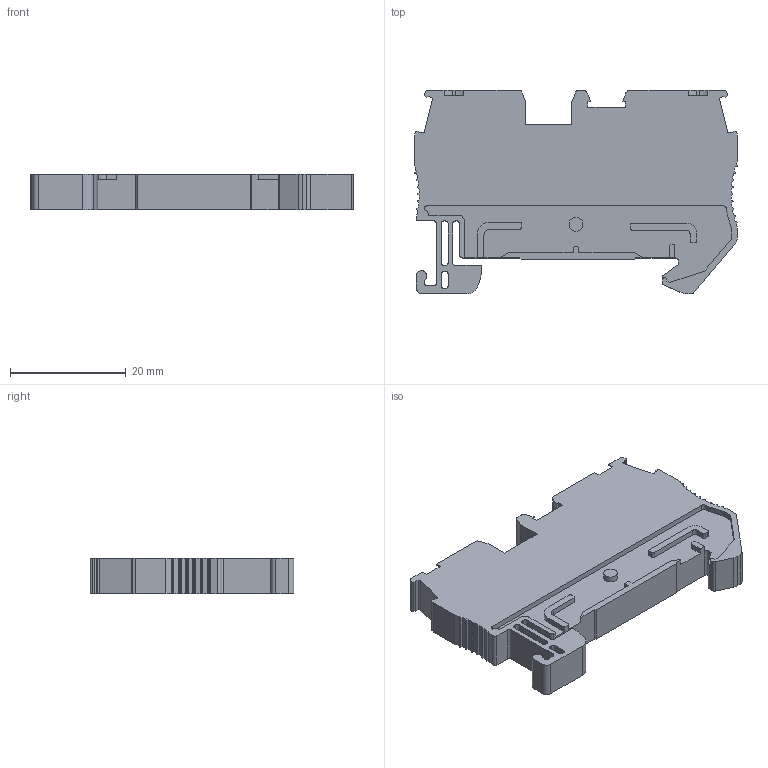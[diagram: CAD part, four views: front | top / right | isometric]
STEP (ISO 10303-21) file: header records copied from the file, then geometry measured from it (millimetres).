
FILE_DESCRIPTION((''),'2;1');
FILE_NAME('UJ5-4JD','2021-04-19T',('Administrator'),(''),'PRO/ENGINEER BY PARAMETRIC TECHNOLOGY CORPORATION, 2013230','PRO/ENGINEER BY PARAMETRIC TECHNOLOGY CORPORATION, 2013230','');
FILE_SCHEMA(('CONFIG_CONTROL_DESIGN'));
Length unit declared in the file: millimetre
Products named in the file (1): UJ5-4JD
Bounding box: 55.8 x 35.2 x 6.2 mm (x, y, z)
Volume: 9108.9 mm3; surface area: 5006 mm2
Topology: 1 solids, 1 shells, 256 faces, 750 edges, 500 vertices
Faces by surface type: plane 150, cylinder 106
Entity records: 8574 total; most frequent: CARTESIAN_POINT 1514, ORIENTED_EDGE 1500, DIRECTION 1470, EDGE_CURVE 750, VECTOR 538, LINE 538, VERTEX_POINT 500, AXIS2_PLACEMENT_3D 466
